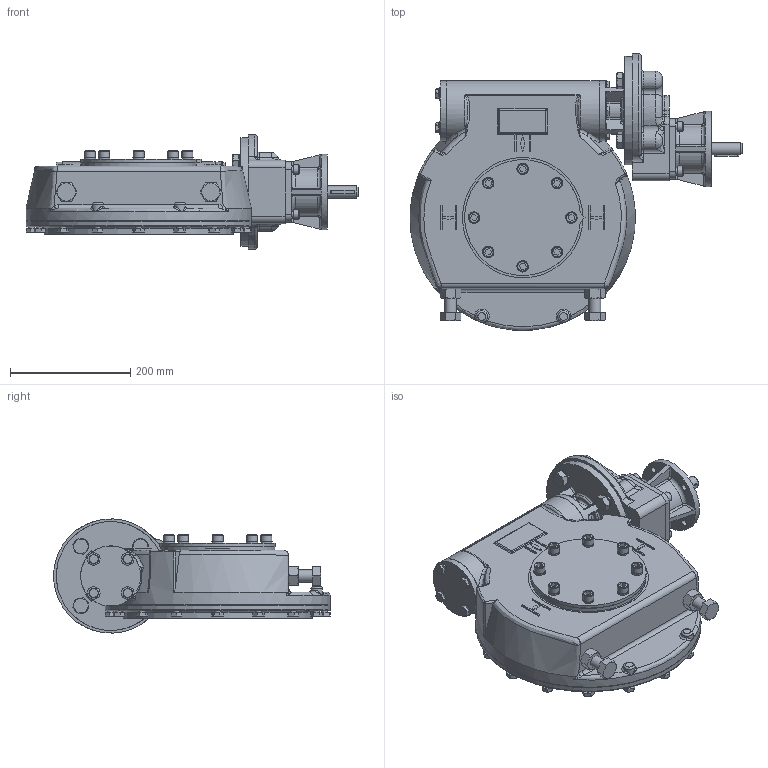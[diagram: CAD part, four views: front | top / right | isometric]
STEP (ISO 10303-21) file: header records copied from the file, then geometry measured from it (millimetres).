
FILE_DESCRIPTION(/* description */ ('Unknown'),/* implementation_level */ '2;1');
FILE_NAME(/* name */ 'PUB-IW66-IR1S',/* time_stamp */ '2021-09-16T13:11:12+01:00',/* author */ ('Unknown'),/* organization */ ('Unknown'),/* preprocessor_version */ 'ST-DEVELOPER v16.7',/* originating_system */ 'Solid Edge',/* authorisation */ 'Unknown');
FILE_SCHEMA (('AUTOMOTIVE_DESIGN {1 0 10303 214 3 1 1}'));
Products named in the file (1): PUB-IW66-IR1S
Bounding box: 551.96 x 459.59 x 189.82 mm (x, y, z)
Volume: 8136871.7 mm3; surface area: 1412097.5 mm2
Topology: 66 solids, 66 shells, 2889 faces, 7011 edges, 4370 vertices
Faces by surface type: plane 1480, cylinder 558, cone 344, bspline 243, torus 199, sphere 65
Full cylindrical faces by diameter (mm): 8.376 x19, 8.5 x24, 10 x44, 10.1 x16, 10.25 x4, 10.5 x8, 11 x20, 12 x8, 12.5 x8, 13 x16, 13.835 x4, 15 x2, 16 x8, 16.299 x8, 16.5 x4, 17.5 x4, 18 x8, 19 x10, 20 x4, 20.75 x1, 21 x8, 30 x3, 30.32 x2, 35 x2, 35.105 x1, 35.12 x1, 38 x1, 48 x1, 55.02 x1, 56.55 x2
Entity records: 101924 total; most frequent: CARTESIAN_POINT 27157, ORIENTED_EDGE 12446, DIRECTION 11710, EDGE_CURVE 6223, AXIS2_PLACEMENT_3D 4483, VERTEX_POINT 4176, FACE_BOUND 3757, EDGE_LOOP 3723
